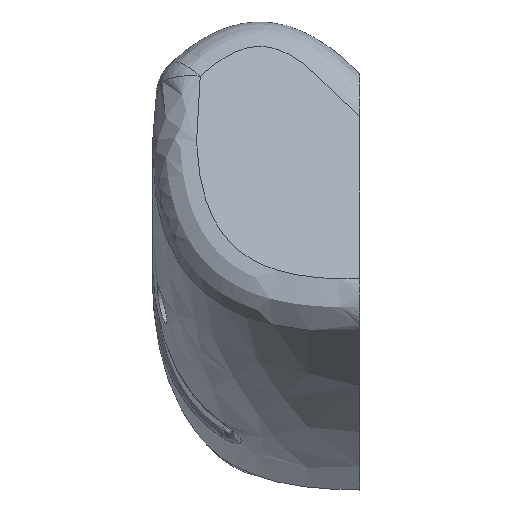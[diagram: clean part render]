
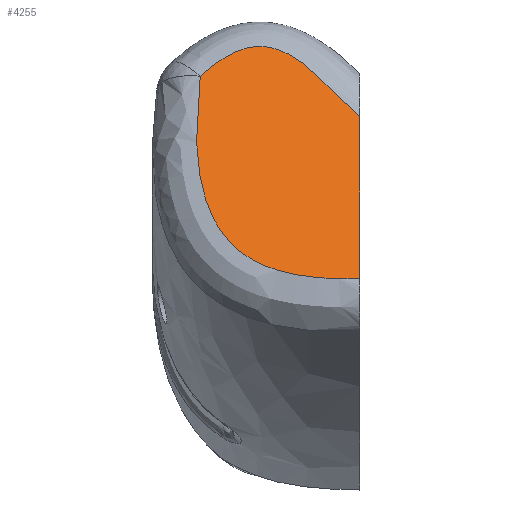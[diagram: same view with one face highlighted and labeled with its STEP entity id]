
A CAD part, front view. The second image highlights one B-rep face of the part: STEP entity #4255.
In plain terms, the highlighted planar face has unit normal (0, -0.897, 0.443).
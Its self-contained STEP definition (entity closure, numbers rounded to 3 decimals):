
#63 = CARTESIAN_POINT ( 'NONE',  ( -131.24, -5.879, 24.278 ) ) ;
#86 = CARTESIAN_POINT ( 'NONE',  ( -122.51, -10.328, 15.269 ) ) ;
#421 = CARTESIAN_POINT ( 'NONE',  ( -110.331, -11.042, 13.822 ) ) ;
#444 = CARTESIAN_POINT ( 'NONE',  ( -119.577, 3.977, 44.236 ) ) ;
#463 = CARTESIAN_POINT ( 'NONE',  ( -126.089, 4.459, 45.213 ) ) ;
#487 = CARTESIAN_POINT ( 'NONE',  ( -132.313, 1.773, 39.774 ) ) ;
#577 = CARTESIAN_POINT ( 'NONE',  ( -130.446, -6.868, 22.275 ) ) ;
#598 = CARTESIAN_POINT ( 'NONE',  ( -137.81, 3.781, 43.839 ) ) ;
#599 = CARTESIAN_POINT ( 'NONE',  ( -120.709, -10.61, 14.698 ) ) ;
#806 = FACE_OUTER_BOUND ( 'NONE', #859, .T. ) ;
#859 = EDGE_LOOP ( 'NONE', ( #4107, #2180, #5409 ) ) ;
#912 = CARTESIAN_POINT ( 'NONE',  ( -110.331, -0.123, 35.934 ) ) ;
#935 = CARTESIAN_POINT ( 'NONE',  ( -121.077, 4.333, 44.957 ) ) ;
#955 = CARTESIAN_POINT ( 'NONE',  ( -127.158, 4.275, 44.839 ) ) ;
#1030 = EDGE_CURVE ( 'NONE', #2100, #4571, #2038, .T. ) ;
#1038 = CARTESIAN_POINT ( 'NONE',  ( -132.634, -0.718, 34.729 ) ) ;
#1057 = CARTESIAN_POINT ( 'NONE',  ( -129.581, -7.621, 20.75 ) ) ;
#1074 = CARTESIAN_POINT ( 'NONE',  ( -117.937, -10.883, 14.145 ) ) ;
#1386 = CARTESIAN_POINT ( 'NONE',  ( -112.229, 0.822, 37.847 ) ) ;
#1407 = CARTESIAN_POINT ( 'NONE',  ( -122.16, 4.5, 45.295 ) ) ;
#1424 = CARTESIAN_POINT ( 'NONE',  ( -128.635, 3.902, 44.085 ) ) ;
#1502 = CARTESIAN_POINT ( 'NONE',  ( -132.482, -2.79, 30.534 ) ) ;
#1523 = CARTESIAN_POINT ( 'NONE',  ( -128.815, -8.158, 19.663 ) ) ;
#1541 = CARTESIAN_POINT ( 'NONE',  ( -115.1, -11.027, 13.854 ) ) ;
#1669 = AXIS2_PLACEMENT_3D ( 'NONE', #598, #5302, #2491 ) ;
#1849 = CARTESIAN_POINT ( 'NONE',  ( -114.126, 1.767, 39.76 ) ) ;
#1868 = CARTESIAN_POINT ( 'NONE',  ( -110.331, -0.123, 35.934 ) ) ;
#1869 = CARTESIAN_POINT ( 'NONE',  ( -122.994, 4.582, 45.462 ) ) ;
#1889 = CARTESIAN_POINT ( 'NONE',  ( -130.013, 3.455, 43.179 ) ) ;
#1965 = VECTOR ( 'NONE', #3093, 1000. ) ;
#1974 = CARTESIAN_POINT ( 'NONE',  ( -132.171, -4.03, 28.022 ) ) ;
#1996 = CARTESIAN_POINT ( 'NONE',  ( -127.312, -8.97, 18.018 ) ) ;
#2014 = CARTESIAN_POINT ( 'NONE',  ( -112.715, -11.063, 13.781 ) ) ;
#2038 = LINE ( 'NONE', #3195, #1965 ) ;
#2100 = VERTEX_POINT ( 'NONE', #1868 ) ;
#2180 = ORIENTED_EDGE ( 'NONE', *, *, #4701, .T. ) ;
#2329 = CARTESIAN_POINT ( 'NONE',  ( -115.647, 2.521, 41.289 ) ) ;
#2350 = CARTESIAN_POINT ( 'NONE',  ( -123.848, 4.616, 45.531 ) ) ;
#2367 = CARTESIAN_POINT ( 'NONE',  ( -131.294, 2.957, 42.171 ) ) ;
#2448 = CARTESIAN_POINT ( 'NONE',  ( -131.728, -5.062, 25.932 ) ) ;
#2471 = CARTESIAN_POINT ( 'NONE',  ( -125.065, -9.762, 16.414 ) ) ;
#2491 = DIRECTION ( 'NONE',  ( 0., 0.443, 0.897 ) ) ;
#2492 = CARTESIAN_POINT ( 'NONE',  ( -111.285, -11.057, 13.792 ) ) ;
#2807 = CARTESIAN_POINT ( 'NONE',  ( -117.734, 3.38, 43.028 ) ) ;
#2827 = CARTESIAN_POINT ( 'NONE',  ( -124.706, 4.597, 45.493 ) ) ;
#2844 = B_SPLINE_CURVE_WITH_KNOTS ( 'NONE', 3,
 ( #912, #3732, #1386, #4716, #1849, #5156, #2329, #5583, #2807, #5965, #3270, #444, #3754, #935, #4219, #1407, #4737, #1869, #5175, #2350, #5602, #2827, #5986, #3296, #463, #3774, #955, #4243, #1424, #4756, #1889, #5192, #2367, #5618, #2850 ),
 .UNSPECIFIED., .F., .F.,
 ( 4, 1, 2, 2, 2, 2, 2, 2, 2, 2, 2, 2, 2, 2, 2, 2, 2, 4 ),
 ( 0., 0.003, 0.005, 0.007, 0.01, 0.012, 0.014, 0.015, 0.016, 0.017, 0.018, 0.019, 0.02, 0.021, 0.022, 0.024, 0.026, 0.027 ),
 .UNSPECIFIED. ) ;
#2850 = CARTESIAN_POINT ( 'NONE',  ( -132.096, 2.605, 41.458 ) ) ;
#2929 = CARTESIAN_POINT ( 'NONE',  ( -131.374, -5.677, 24.687 ) ) ;
#2949 = CARTESIAN_POINT ( 'NONE',  ( -123.387, -10.158, 15.612 ) ) ;
#2968 = CARTESIAN_POINT ( 'NONE',  ( -110.331, -11.042, 13.822 ) ) ;
#2997 = B_SPLINE_CURVE_WITH_KNOTS ( 'NONE', 3,
 ( #5663, #487, #3853, #1038, #4339, #1502, #4833, #1974, #5263, #2448, #5680, #2929, #63, #3406, #577, #3876, #1057, #4363, #1523, #4851, #1996, #5284, #2471, #5695, #2949, #86, #3425, #599, #3898, #1074, #4387, #1541, #4873, #2014, #5303, #2492, #5714, #2968 ),
 .UNSPECIFIED., .F., .F.,
 ( 4, 2, 2, 2, 2, 2, 2, 2, 2, 2, 2, 2, 2, 2, 2, 2, 2, 2, 4 ),
 ( 0., 0.006, 0.011, 0.014, 0.017, 0.018, 0.02, 0.022, 0.024, 0.025, 0.028, 0.031, 0.032, 0.034, 0.037, 0.039, 0.042, 0.044, 0.045 ),
 .UNSPECIFIED. ) ;
#3093 = DIRECTION ( 'NONE',  ( 0., -0.443, -0.897 ) ) ;
#3195 = CARTESIAN_POINT ( 'NONE',  ( -110.331, -13.019, 9.819 ) ) ;
#3270 = CARTESIAN_POINT ( 'NONE',  ( -119.1, 3.838, 43.955 ) ) ;
#3296 = CARTESIAN_POINT ( 'NONE',  ( -125.543, 4.529, 45.354 ) ) ;
#3406 = CARTESIAN_POINT ( 'NONE',  ( -130.797, -6.478, 23.065 ) ) ;
#3425 = CARTESIAN_POINT ( 'NONE',  ( -122.061, -10.404, 15.114 ) ) ;
#3705 = CARTESIAN_POINT ( 'NONE',  ( -132.096, 2.605, 41.458 ) ) ;
#3732 = CARTESIAN_POINT ( 'NONE',  ( -111.09, 0.255, 36.699 ) ) ;
#3754 = CARTESIAN_POINT ( 'NONE',  ( -120.565, 4.224, 44.737 ) ) ;
#3774 = CARTESIAN_POINT ( 'NONE',  ( -126.361, 4.417, 45.128 ) ) ;
#3853 = CARTESIAN_POINT ( 'NONE',  ( -132.471, 0.942, 38.091 ) ) ;
#3876 = CARTESIAN_POINT ( 'NONE',  ( -129.812, -7.435, 21.128 ) ) ;
#3898 = CARTESIAN_POINT ( 'NONE',  ( -119.793, -10.716, 14.483 ) ) ;
#4107 = ORIENTED_EDGE ( 'NONE', *, *, #4597, .T. ) ;
#4219 = CARTESIAN_POINT ( 'NONE',  ( -121.884, 4.463, 45.22 ) ) ;
#4243 = CARTESIAN_POINT ( 'NONE',  ( -127.662, 4.16, 44.606 ) ) ;
#4255 = ADVANCED_FACE ( 'NONE', ( #806 ), #4872, .F. ) ;
#4339 = CARTESIAN_POINT ( 'NONE',  ( -132.639, -1.547, 33.049 ) ) ;
#4363 = CARTESIAN_POINT ( 'NONE',  ( -129.082, -7.983, 20.017 ) ) ;
#4387 = CARTESIAN_POINT ( 'NONE',  ( -116.997, -10.943, 14.024 ) ) ;
#4571 = VERTEX_POINT ( 'NONE', #421 ) ;
#4597 = EDGE_CURVE ( 'NONE', #2100, #5598, #2844, .T. ) ;
#4701 = EDGE_CURVE ( 'NONE', #5598, #4571, #2997, .T. ) ;
#4716 = CARTESIAN_POINT ( 'NONE',  ( -113.367, 1.389, 38.995 ) ) ;
#4737 = CARTESIAN_POINT ( 'NONE',  ( -122.714, 4.56, 45.417 ) ) ;
#4756 = CARTESIAN_POINT ( 'NONE',  ( -129.104, 3.76, 43.797 ) ) ;
#4833 = CARTESIAN_POINT ( 'NONE',  ( -132.402, -3.203, 29.696 ) ) ;
#4851 = CARTESIAN_POINT ( 'NONE',  ( -127.958, -8.662, 18.643 ) ) ;
#4872 = PLANE ( 'NONE',  #1669 ) ;
#4873 = CARTESIAN_POINT ( 'NONE',  ( -114.145, -11.05, 13.807 ) ) ;
#5156 = CARTESIAN_POINT ( 'NONE',  ( -114.504, 1.956, 40.144 ) ) ;
#5175 = CARTESIAN_POINT ( 'NONE',  ( -123.56, 4.611, 45.519 ) ) ;
#5192 = CARTESIAN_POINT ( 'NONE',  ( -130.451, 3.293, 42.85 ) ) ;
#5263 = CARTESIAN_POINT ( 'NONE',  ( -132.021, -4.443, 27.185 ) ) ;
#5284 = CARTESIAN_POINT ( 'NONE',  ( -125.853, -9.525, 16.895 ) ) ;
#5302 = DIRECTION ( 'NONE',  ( 0., 0.897, -0.443 ) ) ;
#5303 = CARTESIAN_POINT ( 'NONE',  ( -112.239, -11.063, 13.78 ) ) ;
#5409 = ORIENTED_EDGE ( 'NONE', *, *, #1030, .F. ) ;
#5583 = CARTESIAN_POINT ( 'NONE',  ( -116.449, 2.882, 42.019 ) ) ;
#5598 = VERTEX_POINT ( 'NONE', #3705 ) ;
#5602 = CARTESIAN_POINT ( 'NONE',  ( -124.423, 4.61, 45.517 ) ) ;
#5618 = CARTESIAN_POINT ( 'NONE',  ( -131.701, 2.784, 41.82 ) ) ;
#5663 = CARTESIAN_POINT ( 'NONE',  ( -132.096, 2.605, 41.458 ) ) ;
#5680 = CARTESIAN_POINT ( 'NONE',  ( -131.618, -5.269, 25.514 ) ) ;
#5695 = CARTESIAN_POINT ( 'NONE',  ( -123.815, -10.066, 15.799 ) ) ;
#5714 = CARTESIAN_POINT ( 'NONE',  ( -110.808, -11.051, 13.806 ) ) ;
#5965 = CARTESIAN_POINT ( 'NONE',  ( -118.177, 3.539, 43.35 ) ) ;
#5986 = CARTESIAN_POINT ( 'NONE',  ( -125.266, 4.557, 45.411 ) ) ;
